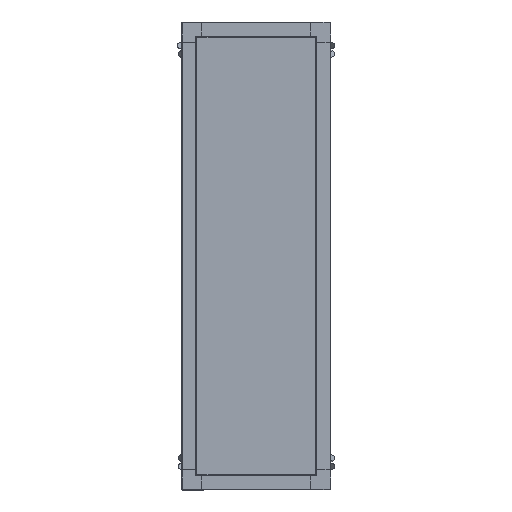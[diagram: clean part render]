
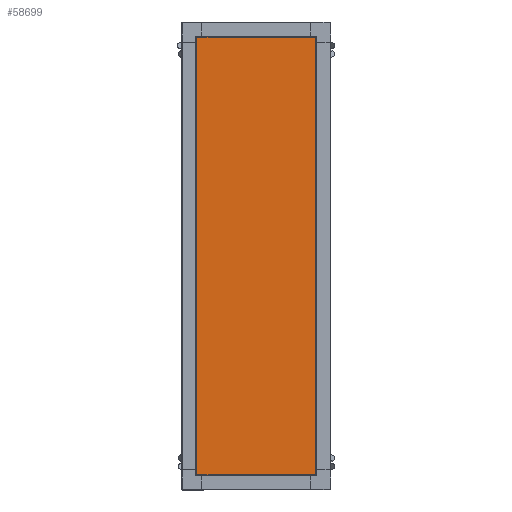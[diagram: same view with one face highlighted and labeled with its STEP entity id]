
A CAD part, front view. The second image highlights one B-rep face of the part: STEP entity #58699.
In plain terms, the highlighted planar face has unit normal (0, -1, 0).
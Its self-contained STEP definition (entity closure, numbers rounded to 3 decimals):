
#80 = EDGE_LOOP ( 'NONE', ( #50330, #27315, #59012, #52226 ) ) ;
#1434 = CARTESIAN_POINT ( 'NONE',  ( 292.094, -1011.245, 606.23 ) ) ;
#8616 = DIRECTION ( 'NONE',  ( 0., 0., -1. ) ) ;
#9106 = CARTESIAN_POINT ( 'NONE',  ( 706.587, -1011.245, 2129.63 ) ) ;
#9527 = EDGE_CURVE ( 'Defeature ausgef�hrt32_12+Defeature ausgef�hrt32_19+Defeature ausgef�hrt32_33+Defeature ausgef�hrt32_26', #17197, #56775, #27004, .T. ) ;
#12216 = VECTOR ( 'NONE', #33574, 1000. ) ;
#12465 = LINE ( 'NONE', #22469, #60002 ) ;
#13960 = EDGE_CURVE ( 'Defeature ausgef�hrt32_12+Defeature ausgef�hrt32_33+Defeature ausgef�hrt32_35+Defeature ausgef�hrt32_19', #27445, #17197, #52577, .T. ) ;
#16017 = VECTOR ( 'NONE', #8616, 1000. ) ;
#17197 = VERTEX_POINT ( 'NONE', #17551 ) ;
#17551 = CARTESIAN_POINT ( 'NONE',  ( 292.094, -1011.245, 2129.63 ) ) ;
#17708 = DIRECTION ( 'NONE',  ( 1., 0., 0. ) ) ;
#18966 = LINE ( 'NONE', #41953, #26929 ) ;
#20842 = EDGE_CURVE ( 'Defeature ausgef�hrt32_12+Defeature ausgef�hrt32_26+Defeature ausgef�hrt32_19+Defeature ausgef�hrt32_35', #56775, #31905, #18966, .T. ) ;
#22469 = CARTESIAN_POINT ( 'NONE',  ( 705.494, -1011.245, 605.137 ) ) ;
#22567 = PLANE ( 'NONE',  #44596 ) ;
#26929 = VECTOR ( 'NONE', #47953, 1000. ) ;
#27004 = LINE ( 'NONE', #52108, #16017 ) ;
#27315 = ORIENTED_EDGE ( 'NONE', *, *, #56609, .T. ) ;
#27445 = VERTEX_POINT ( 'NONE', #33085 ) ;
#31905 = VERTEX_POINT ( 'NONE', #55001 ) ;
#33051 = DIRECTION ( 'NONE',  ( 0., 0., 1. ) ) ;
#33085 = CARTESIAN_POINT ( 'NONE',  ( 705.494, -1011.245, 2129.63 ) ) ;
#33574 = DIRECTION ( 'NONE',  ( -1., 0., 0. ) ) ;
#41953 = CARTESIAN_POINT ( 'NONE',  ( 291.001, -1011.245, 606.23 ) ) ;
#42189 = CARTESIAN_POINT ( 'NONE',  ( 289.294, -1011.245, 603.43 ) ) ;
#44596 = AXIS2_PLACEMENT_3D ( 'NONE', #42189, #61821, #17708 ) ;
#47953 = DIRECTION ( 'NONE',  ( 1., 0., 0. ) ) ;
#50330 = ORIENTED_EDGE ( 'NONE', *, *, #20842, .T. ) ;
#52108 = CARTESIAN_POINT ( 'NONE',  ( 292.094, -1011.245, 2130.723 ) ) ;
#52226 = ORIENTED_EDGE ( 'NONE', *, *, #9527, .T. ) ;
#52577 = LINE ( 'NONE', #9106, #12216 ) ;
#55001 = CARTESIAN_POINT ( 'NONE',  ( 705.494, -1011.245, 606.23 ) ) ;
#56609 = EDGE_CURVE ( 'Defeature ausgef�hrt32_12+Defeature ausgef�hrt32_35+Defeature ausgef�hrt32_26+Defeature ausgef�hrt32_33', #31905, #27445, #12465, .T. ) ;
#56677 = FACE_OUTER_BOUND ( 'NONE', #80, .T. ) ;
#56775 = VERTEX_POINT ( 'NONE', #1434 ) ;
#58699 = ADVANCED_FACE ( 'Defeature ausgef�hrt32_12', ( #56677 ), #22567, .T. ) ;
#59012 = ORIENTED_EDGE ( 'NONE', *, *, #13960, .T. ) ;
#60002 = VECTOR ( 'NONE', #33051, 1000. ) ;
#61821 = DIRECTION ( 'NONE',  ( 0., -1., 0. ) ) ;
